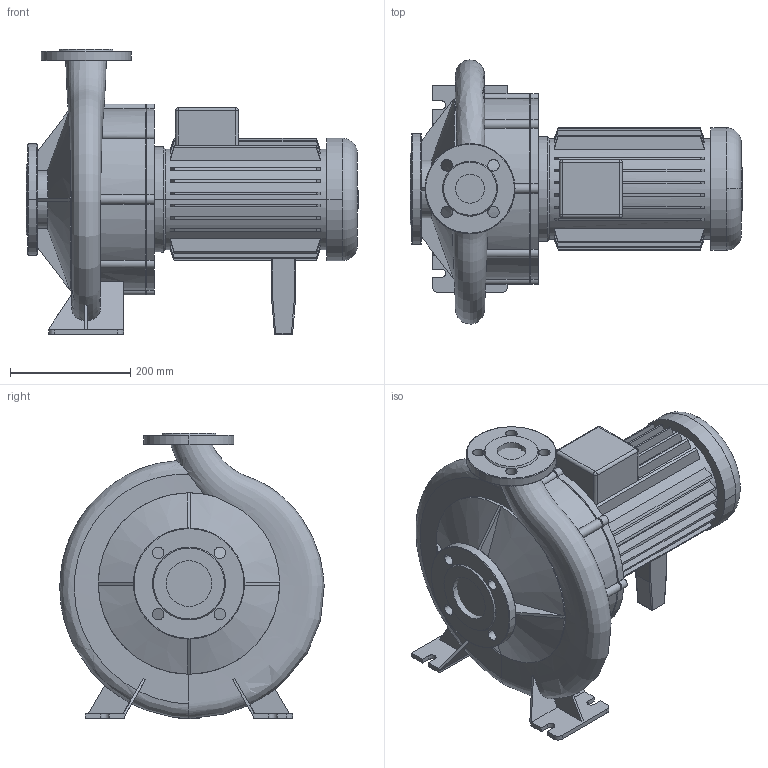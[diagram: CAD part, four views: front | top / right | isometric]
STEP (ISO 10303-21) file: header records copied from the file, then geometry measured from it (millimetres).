
FILE_DESCRIPTION((''),'2;1');
FILE_NAME('3d_BM40_300-5_5_4-2096584.stp','2011-01-26T14:44:49',(''),(''),'Mechanical Desktop 2008','Mechanical Desktop 2008',', , ');
FILE_SCHEMA(('CONFIG_CONTROL_DESIGN'));
Length unit declared in the file: millimetre
Products named in the file (1): Product
Bounding box: 553 x 440.26 x 475 mm (x, y, z)
Volume: 25401548.2 mm3; surface area: 1260174.1 mm2
Topology: 10 solids, 10 shells, 494 faces, 1256 edges, 797 vertices
Faces by surface type: bspline 225, plane 162, cylinder 69, cone 28, sphere 8, torus 2
Entity records: 23821 total; most frequent: CARTESIAN_POINT 12861, ORIENTED_EDGE 2496, DIRECTION 1934, EDGE_CURVE 1248, VERTEX_POINT 797, VECTOR 646, LINE 646, AXIS2_PLACEMENT_3D 644
